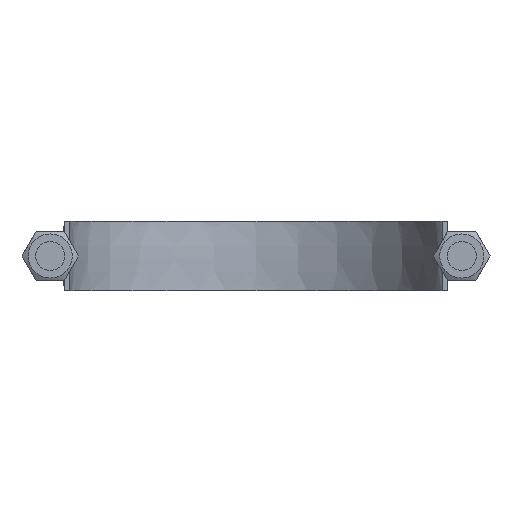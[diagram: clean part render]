
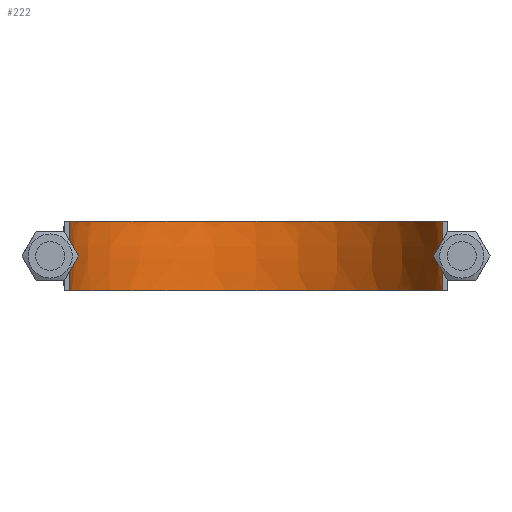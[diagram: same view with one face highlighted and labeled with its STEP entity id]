
A CAD part, front view. The second image highlights one B-rep face of the part: STEP entity #222.
In plain terms, the highlighted face is a extrusion surface.
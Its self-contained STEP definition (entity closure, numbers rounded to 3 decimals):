
#222 = ADVANCED_FACE( '', ( #268 ), #269, .T. );
#268 = FACE_OUTER_BOUND( '', #370, .T. );
#269 = SURFACE_OF_LINEAR_EXTRUSION( '', #371, #372 );
#370 = EDGE_LOOP( '', ( #1397, #1398, #1399, #1400 ) );
#371 = B_SPLINE_CURVE_WITH_KNOTS( '', 3, ( #1401, #1402, #1403, #1404, #1405, #1406, #1407, #1408, #1409, #1410, #1411, #1412, #1413, #1414, #1415, #1416, #1417, #1418 ), .UNSPECIFIED., .F., .F., ( 4, 3, 1, 1, 1, 1, 1, 1, 1, 1, 3, 4 ), ( -9., -8., -7.5, -7., -6., -5., -4., -3., -2., -1.5, -1., 0. ), .UNSPECIFIED. );
#372 = VECTOR( '', #1419, 1000. );
#1397 = ORIENTED_EDGE( '', *, *, #1667, .F. );
#1398 = ORIENTED_EDGE( '', *, *, #1656, .F. );
#1399 = ORIENTED_EDGE( '', *, *, #1660, .T. );
#1400 = ORIENTED_EDGE( '', *, *, #1664, .T. );
#1401 = CARTESIAN_POINT( '', ( -80.25, 84.5, -270.018 ) );
#1402 = CARTESIAN_POINT( '', ( -80.25, 110.92, -270.018 ) );
#1403 = CARTESIAN_POINT( '', ( -80.25, 137.34, -270.018 ) );
#1404 = CARTESIAN_POINT( '', ( -80.25, 163.76, -270.018 ) );
#1405 = CARTESIAN_POINT( '', ( -80.25, 169.751, -270.018 ) );
#1406 = CARTESIAN_POINT( '', ( -78.879, 181.768, -270.018 ) );
#1407 = CARTESIAN_POINT( '', ( -70.934, 204.578, -270.018 ) );
#1408 = CARTESIAN_POINT( '', ( -51.743, 228.645, -270.018 ) );
#1409 = CARTESIAN_POINT( '', ( -18.467, 244.669, -270.018 ) );
#1410 = CARTESIAN_POINT( '', ( 18.467, 244.669, -270.018 ) );
#1411 = CARTESIAN_POINT( '', ( 51.743, 228.645, -270.018 ) );
#1412 = CARTESIAN_POINT( '', ( 70.934, 204.578, -270.018 ) );
#1413 = CARTESIAN_POINT( '', ( 78.879, 181.768, -270.018 ) );
#1414 = CARTESIAN_POINT( '', ( 80.25, 169.751, -270.018 ) );
#1415 = CARTESIAN_POINT( '', ( 80.25, 163.76, -270.018 ) );
#1416 = CARTESIAN_POINT( '', ( 80.25, 137.34, -270.018 ) );
#1417 = CARTESIAN_POINT( '', ( 80.25, 110.92, -270.018 ) );
#1418 = CARTESIAN_POINT( '', ( 80.25, 84.5, -270.018 ) );
#1419 = DIRECTION( '', ( 0., 0., 1. ) );
#1656 = EDGE_CURVE( '', #1725, #1726, #1727, .T. );
#1660 = EDGE_CURVE( '', #1725, #1733, #1734, .T. );
#1664 = EDGE_CURVE( '', #1733, #1740, #1741, .T. );
#1667 = EDGE_CURVE( '', #1726, #1740, #1745, .T. );
#1725 = VERTEX_POINT( '', #1855 );
#1726 = VERTEX_POINT( '', #1856 );
#1727 = LINE( '', #1857, #1858 );
#1733 = VERTEX_POINT( '', #1896 );
#1734 = B_SPLINE_CURVE_WITH_KNOTS( '', 3, ( #1897, #1898, #1899, #1900, #1901, #1902, #1903, #1904, #1905, #1906, #1907, #1908, #1909, #1910, #1911, #1912, #1913, #1914 ), .UNSPECIFIED., .F., .F., ( 4, 3, 1, 1, 1, 1, 1, 1, 1, 1, 3, 4 ), ( -9., -8., -7.5, -7., -6., -5., -4., -3., -2., -1.5, -1., 0. ), .UNSPECIFIED. );
#1740 = VERTEX_POINT( '', #1948 );
#1741 = LINE( '', #1949, #1950 );
#1745 = B_SPLINE_CURVE_WITH_KNOTS( '', 3, ( #1985, #1986, #1987, #1988, #1989, #1990, #1991, #1992, #1993, #1994, #1995, #1996, #1997, #1998, #1999, #2000, #2001, #2002 ), .UNSPECIFIED., .F., .F., ( 4, 3, 1, 1, 1, 1, 1, 1, 1, 1, 3, 4 ), ( -9., -8., -7.5, -7., -6., -5., -4., -3., -2., -1.5, -1., 0. ), .UNSPECIFIED. );
#1855 = CARTESIAN_POINT( '', ( -80.25, 84.5, -15. ) );
#1856 = CARTESIAN_POINT( '', ( -80.25, 84.5, 15. ) );
#1857 = CARTESIAN_POINT( '', ( -80.25, 84.5, -270.018 ) );
#1858 = VECTOR( '', #2313, 1000. );
#1896 = CARTESIAN_POINT( '', ( 80.25, 84.5, -15. ) );
#1897 = CARTESIAN_POINT( '', ( -80.25, 84.5, -15. ) );
#1898 = CARTESIAN_POINT( '', ( -80.25, 110.92, -15. ) );
#1899 = CARTESIAN_POINT( '', ( -80.25, 137.34, -15. ) );
#1900 = CARTESIAN_POINT( '', ( -80.25, 163.76, -15. ) );
#1901 = CARTESIAN_POINT( '', ( -80.25, 169.751, -15. ) );
#1902 = CARTESIAN_POINT( '', ( -78.879, 181.768, -15. ) );
#1903 = CARTESIAN_POINT( '', ( -70.934, 204.578, -15. ) );
#1904 = CARTESIAN_POINT( '', ( -51.743, 228.645, -15. ) );
#1905 = CARTESIAN_POINT( '', ( -18.467, 244.669, -15. ) );
#1906 = CARTESIAN_POINT( '', ( 18.467, 244.669, -15. ) );
#1907 = CARTESIAN_POINT( '', ( 51.743, 228.645, -15. ) );
#1908 = CARTESIAN_POINT( '', ( 70.934, 204.578, -15. ) );
#1909 = CARTESIAN_POINT( '', ( 78.879, 181.768, -15. ) );
#1910 = CARTESIAN_POINT( '', ( 80.25, 169.751, -15. ) );
#1911 = CARTESIAN_POINT( '', ( 80.25, 163.76, -15. ) );
#1912 = CARTESIAN_POINT( '', ( 80.25, 137.34, -15. ) );
#1913 = CARTESIAN_POINT( '', ( 80.25, 110.92, -15. ) );
#1914 = CARTESIAN_POINT( '', ( 80.25, 84.5, -15. ) );
#1948 = CARTESIAN_POINT( '', ( 80.25, 84.5, 15. ) );
#1949 = CARTESIAN_POINT( '', ( 80.25, 84.5, -270.018 ) );
#1950 = VECTOR( '', #2317, 1000. );
#1985 = CARTESIAN_POINT( '', ( -80.25, 84.5, 15. ) );
#1986 = CARTESIAN_POINT( '', ( -80.25, 110.92, 15. ) );
#1987 = CARTESIAN_POINT( '', ( -80.25, 137.34, 15. ) );
#1988 = CARTESIAN_POINT( '', ( -80.25, 163.76, 15. ) );
#1989 = CARTESIAN_POINT( '', ( -80.25, 169.751, 15. ) );
#1990 = CARTESIAN_POINT( '', ( -78.879, 181.768, 15. ) );
#1991 = CARTESIAN_POINT( '', ( -70.934, 204.578, 15. ) );
#1992 = CARTESIAN_POINT( '', ( -51.743, 228.645, 15. ) );
#1993 = CARTESIAN_POINT( '', ( -18.467, 244.669, 15. ) );
#1994 = CARTESIAN_POINT( '', ( 18.467, 244.669, 15. ) );
#1995 = CARTESIAN_POINT( '', ( 51.743, 228.645, 15. ) );
#1996 = CARTESIAN_POINT( '', ( 70.934, 204.578, 15. ) );
#1997 = CARTESIAN_POINT( '', ( 78.879, 181.768, 15. ) );
#1998 = CARTESIAN_POINT( '', ( 80.25, 169.751, 15. ) );
#1999 = CARTESIAN_POINT( '', ( 80.25, 163.76, 15. ) );
#2000 = CARTESIAN_POINT( '', ( 80.25, 137.34, 15. ) );
#2001 = CARTESIAN_POINT( '', ( 80.25, 110.92, 15. ) );
#2002 = CARTESIAN_POINT( '', ( 80.25, 84.5, 15. ) );
#2313 = DIRECTION( '', ( 0., 0., 1. ) );
#2317 = DIRECTION( '', ( 0., 0., 1. ) );
